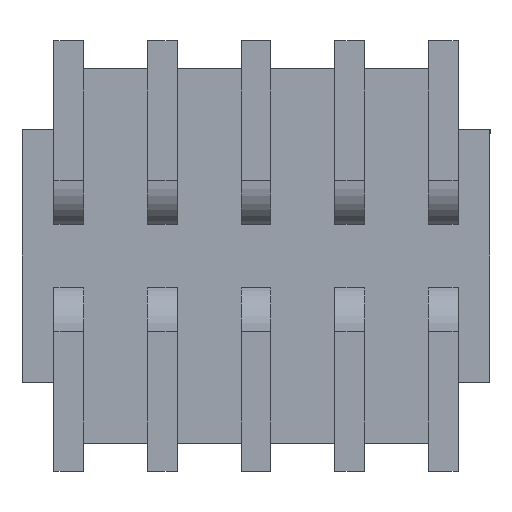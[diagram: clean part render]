
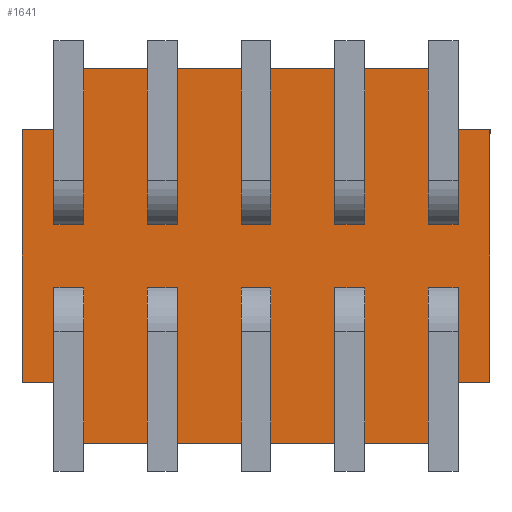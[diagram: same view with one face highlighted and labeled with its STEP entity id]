
A CAD part, front view. The second image highlights one B-rep face of the part: STEP entity #1641.
In plain terms, the highlighted planar face has unit normal (0, -1, 0).
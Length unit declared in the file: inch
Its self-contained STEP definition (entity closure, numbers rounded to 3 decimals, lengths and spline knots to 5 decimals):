
#2 = VECTOR ( 'NONE', #7698, 39.37008 ) ;
#81 = CARTESIAN_POINT ( 'NONE',  ( 0.1, 0., 0. ) ) ;
#164 = PLANE ( 'NONE',  #7624 ) ;
#171 = ORIENTED_EDGE ( 'NONE', *, *, #7048, .F. ) ;
#347 = CARTESIAN_POINT ( 'NONE',  ( 0.1, 0., 0.0675 ) ) ;
#373 = LINE ( 'NONE', #3552, #4649 ) ;
#451 = DIRECTION ( 'NONE',  ( 0., 0., 1. ) ) ;
#572 = VERTEX_POINT ( 'NONE', #2192 ) ;
#707 = CARTESIAN_POINT ( 'NONE',  ( -0.025, 0., 0.1 ) ) ;
#754 = EDGE_CURVE ( 'NONE', #6242, #7919, #6297, .T. ) ;
#775 = CARTESIAN_POINT ( 'NONE',  ( -0.025, 0., -0.1 ) ) ;
#813 = CARTESIAN_POINT ( 'NONE',  ( 0.075, 0., 0.0675 ) ) ;
#918 = EDGE_CURVE ( 'NONE', #4040, #6242, #3914, .T. ) ;
#1051 = LINE ( 'NONE', #81, #6314 ) ;
#1135 = DIRECTION ( 'NONE',  ( 0., 0., 1. ) ) ;
#1186 = VERTEX_POINT ( 'NONE', #3559 ) ;
#1237 = CARTESIAN_POINT ( 'NONE',  ( -0.125, 0., -0.0675 ) ) ;
#1295 = LINE ( 'NONE', #4355, #7644 ) ;
#1343 = EDGE_CURVE ( 'NONE', #4335, #3848, #6172, .T. ) ;
#1405 = LINE ( 'NONE', #707, #3492 ) ;
#1452 = CARTESIAN_POINT ( 'NONE',  ( 0.075, 0., -0.1 ) ) ;
#1458 = VERTEX_POINT ( 'NONE', #813 ) ;
#1641 = ADVANCED_FACE ( 'NONE', ( #4262 ), #164, .F. ) ;
#1751 = VERTEX_POINT ( 'NONE', #1452 ) ;
#1816 = VECTOR ( 'NONE', #3836, 39.37008 ) ;
#1827 = EDGE_CURVE ( 'NONE', #2524, #1751, #2604, .T. ) ;
#1879 = LINE ( 'NONE', #775, #2 ) ;
#1893 = DIRECTION ( 'NONE',  ( 1., 0., 0. ) ) ;
#2192 = CARTESIAN_POINT ( 'NONE',  ( 0.1, 0., -0.0675 ) ) ;
#2292 = EDGE_CURVE ( 'NONE', #4556, #4335, #5121, .T. ) ;
#2316 = CARTESIAN_POINT ( 'NONE',  ( -0.125, 0., 0.1 ) ) ;
#2358 = VECTOR ( 'NONE', #5383, 39.37008 ) ;
#2524 = VERTEX_POINT ( 'NONE', #8145 ) ;
#2604 = LINE ( 'NONE', #6055, #7879 ) ;
#2653 = CARTESIAN_POINT ( 'NONE',  ( -0.125, 0., 0.0675 ) ) ;
#2684 = ORIENTED_EDGE ( 'NONE', *, *, #5783, .F. ) ;
#2705 = EDGE_CURVE ( 'NONE', #1458, #2866, #5756, .T. ) ;
#2776 = CARTESIAN_POINT ( 'NONE',  ( -0.025, 0., 0. ) ) ;
#2866 = VERTEX_POINT ( 'NONE', #347 ) ;
#2995 = DIRECTION ( 'NONE',  ( -1., 0., 0. ) ) ;
#3083 = ORIENTED_EDGE ( 'NONE', *, *, #6321, .F. ) ;
#3218 = CARTESIAN_POINT ( 'NONE',  ( -0.15, 0., 0.0675 ) ) ;
#3244 = ORIENTED_EDGE ( 'NONE', *, *, #8002, .F. ) ;
#3419 = VECTOR ( 'NONE', #1893, 39.37008 ) ;
#3492 = VECTOR ( 'NONE', #7061, 39.37008 ) ;
#3506 = DIRECTION ( 'NONE',  ( 0., 0., -1. ) ) ;
#3552 = CARTESIAN_POINT ( 'NONE',  ( 0., 0., -0.0675 ) ) ;
#3559 = CARTESIAN_POINT ( 'NONE',  ( 0.075, 0., 0.1 ) ) ;
#3722 = CARTESIAN_POINT ( 'NONE',  ( 0., 0., 0.0675 ) ) ;
#3836 = DIRECTION ( 'NONE',  ( 0., 0., -1. ) ) ;
#3840 = ORIENTED_EDGE ( 'NONE', *, *, #4269, .F. ) ;
#3848 = VERTEX_POINT ( 'NONE', #5312 ) ;
#3914 = LINE ( 'NONE', #5282, #6381 ) ;
#4040 = VERTEX_POINT ( 'NONE', #6220 ) ;
#4262 = FACE_OUTER_BOUND ( 'NONE', #6827, .T. ) ;
#4269 = EDGE_CURVE ( 'NONE', #3848, #1186, #1405, .T. ) ;
#4335 = VERTEX_POINT ( 'NONE', #2653 ) ;
#4355 = CARTESIAN_POINT ( 'NONE',  ( -0.15, 0., 0. ) ) ;
#4556 = VERTEX_POINT ( 'NONE', #3218 ) ;
#4649 = VECTOR ( 'NONE', #2995, 39.37008 ) ;
#4960 = ORIENTED_EDGE ( 'NONE', *, *, #2292, .F. ) ;
#5091 = CARTESIAN_POINT ( 'NONE',  ( 0.075, 0., -0.1 ) ) ;
#5121 = LINE ( 'NONE', #3722, #3419 ) ;
#5282 = CARTESIAN_POINT ( 'NONE',  ( -0.125, 0., 0.1 ) ) ;
#5312 = CARTESIAN_POINT ( 'NONE',  ( -0.125, 0., 0.1 ) ) ;
#5323 = ORIENTED_EDGE ( 'NONE', *, *, #1343, .F. ) ;
#5383 = DIRECTION ( 'NONE',  ( 1., 0., 0. ) ) ;
#5590 = CARTESIAN_POINT ( 'NONE',  ( 0., 0., -0.0675 ) ) ;
#5711 = VECTOR ( 'NONE', #6070, 39.37008 ) ;
#5756 = LINE ( 'NONE', #7868, #2358 ) ;
#5783 = EDGE_CURVE ( 'NONE', #1751, #4040, #1879, .T. ) ;
#5915 = DIRECTION ( 'NONE',  ( 0., 1., 0. ) ) ;
#5937 = DIRECTION ( 'NONE',  ( 0., 0., 1. ) ) ;
#5974 = LINE ( 'NONE', #5091, #1816 ) ;
#6055 = CARTESIAN_POINT ( 'NONE',  ( 0.075, 0., -0.1 ) ) ;
#6070 = DIRECTION ( 'NONE',  ( -1., 0., 0. ) ) ;
#6172 = LINE ( 'NONE', #2316, #7856 ) ;
#6202 = ORIENTED_EDGE ( 'NONE', *, *, #918, .F. ) ;
#6220 = CARTESIAN_POINT ( 'NONE',  ( -0.125, 0., -0.1 ) ) ;
#6242 = VERTEX_POINT ( 'NONE', #1237 ) ;
#6297 = LINE ( 'NONE', #5590, #5711 ) ;
#6309 = ORIENTED_EDGE ( 'NONE', *, *, #2705, .F. ) ;
#6314 = VECTOR ( 'NONE', #6315, 39.37008 ) ;
#6315 = DIRECTION ( 'NONE',  ( 0., 0., -1. ) ) ;
#6321 = EDGE_CURVE ( 'NONE', #2866, #572, #1051, .T. ) ;
#6381 = VECTOR ( 'NONE', #5937, 39.37008 ) ;
#6478 = DIRECTION ( 'NONE',  ( 0., 0., 1. ) ) ;
#6773 = CARTESIAN_POINT ( 'NONE',  ( -0.15, 0., -0.0675 ) ) ;
#6827 = EDGE_LOOP ( 'NONE', ( #7233, #3244, #3083, #6309, #171, #3840, #5323, #4960, #7420, #7305, #6202, #2684 ) ) ;
#7048 = EDGE_CURVE ( 'NONE', #1186, #1458, #5974, .T. ) ;
#7061 = DIRECTION ( 'NONE',  ( 1., 0., 0. ) ) ;
#7233 = ORIENTED_EDGE ( 'NONE', *, *, #1827, .F. ) ;
#7305 = ORIENTED_EDGE ( 'NONE', *, *, #754, .F. ) ;
#7420 = ORIENTED_EDGE ( 'NONE', *, *, #7523, .F. ) ;
#7523 = EDGE_CURVE ( 'NONE', #7919, #4556, #1295, .T. ) ;
#7624 = AXIS2_PLACEMENT_3D ( 'NONE', #2776, #5915, #6478 ) ;
#7644 = VECTOR ( 'NONE', #451, 39.37008 ) ;
#7698 = DIRECTION ( 'NONE',  ( -1., 0., 0. ) ) ;
#7856 = VECTOR ( 'NONE', #1135, 39.37008 ) ;
#7868 = CARTESIAN_POINT ( 'NONE',  ( 0., 0., 0.0675 ) ) ;
#7879 = VECTOR ( 'NONE', #3506, 39.37008 ) ;
#7919 = VERTEX_POINT ( 'NONE', #6773 ) ;
#8002 = EDGE_CURVE ( 'NONE', #572, #2524, #373, .T. ) ;
#8145 = CARTESIAN_POINT ( 'NONE',  ( 0.075, 0., -0.0675 ) ) ;
